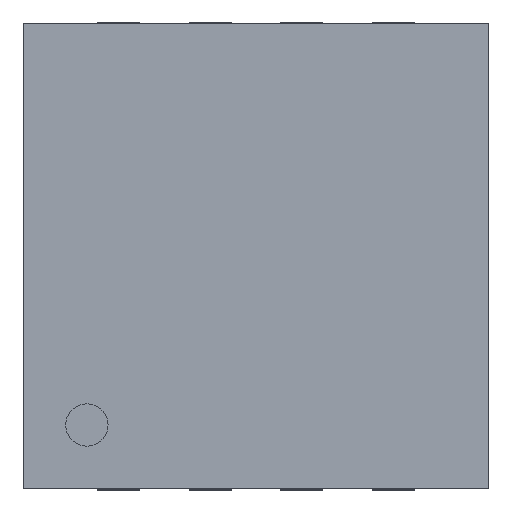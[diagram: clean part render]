
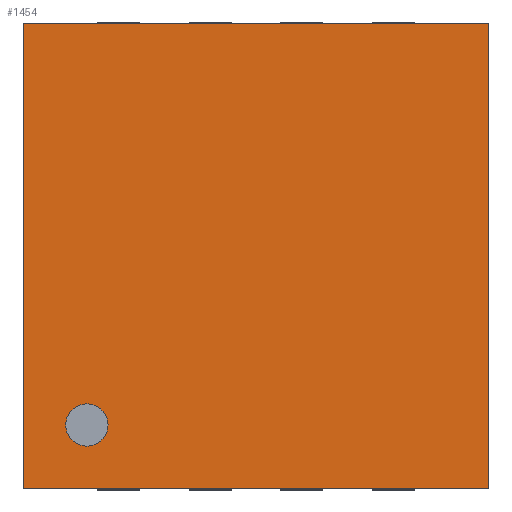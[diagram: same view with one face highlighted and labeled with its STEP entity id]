
A CAD part, top view. The second image highlights one B-rep face of the part: STEP entity #1454.
In plain terms, the highlighted planar face has unit normal (0, 0, 1).
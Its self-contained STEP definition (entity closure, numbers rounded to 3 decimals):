
#14=FACE_BOUND('',#214,.T.);
#69=PLANE('',#1574);
#141=FACE_OUTER_BOUND('',#213,.T.);
#213=EDGE_LOOP('',(#1349,#1350,#1351,#1352));
#214=EDGE_LOOP('',(#1353));
#298=LINE('',#2181,#471);
#384=LINE('',#2372,#557);
#385=LINE('',#2375,#558);
#387=LINE('',#2378,#560);
#471=VECTOR('',#1760,10.);
#557=VECTOR('',#1952,10.);
#558=VECTOR('',#1955,10.);
#560=VECTOR('',#1959,10.);
#561=CIRCLE('',#1470,0.15);
#595=VERTEX_POINT('',#1964);
#678=VERTEX_POINT('',#2178);
#679=VERTEX_POINT('',#2180);
#731=VERTEX_POINT('',#2370);
#732=VERTEX_POINT('',#2374);
#733=EDGE_CURVE('',#595,#595,#561,.T.);
#838=EDGE_CURVE('',#679,#678,#298,.T.);
#936=EDGE_CURVE('',#678,#731,#384,.T.);
#937=EDGE_CURVE('',#732,#679,#385,.T.);
#939=EDGE_CURVE('',#731,#732,#387,.T.);
#1349=ORIENTED_EDGE('',*,*,#939,.T.);
#1350=ORIENTED_EDGE('',*,*,#937,.T.);
#1351=ORIENTED_EDGE('',*,*,#838,.T.);
#1352=ORIENTED_EDGE('',*,*,#936,.T.);
#1353=ORIENTED_EDGE('',*,*,#733,.T.);
#1454=ADVANCED_FACE('',(#141,#14),#69,.T.);
#1470=AXIS2_PLACEMENT_3D('',#1965,#1579,#1580);
#1574=AXIS2_PLACEMENT_3D('',#2379,#1960,#1961);
#1579=DIRECTION('center_axis',(0.,0.,-1.));
#1580=DIRECTION('ref_axis',(1.,0.,0.));
#1760=DIRECTION('',(1.,0.,0.));
#1952=DIRECTION('',(0.,1.,0.));
#1955=DIRECTION('',(0.,-1.,0.));
#1959=DIRECTION('',(-1.,0.,0.));
#1960=DIRECTION('center_axis',(0.,0.,1.));
#1961=DIRECTION('ref_axis',(1.,0.,0.));
#1964=CARTESIAN_POINT('',(-1.35,-1.2,0.8));
#1965=CARTESIAN_POINT('Origin',(-1.2,-1.2,0.8));
#2178=CARTESIAN_POINT('',(1.65,-1.65,0.8));
#2180=CARTESIAN_POINT('',(-1.65,-1.65,0.8));
#2181=CARTESIAN_POINT('',(1.65,-1.65,0.8));
#2370=CARTESIAN_POINT('',(1.65,1.65,0.8));
#2372=CARTESIAN_POINT('',(1.65,1.65,0.8));
#2374=CARTESIAN_POINT('',(-1.65,1.65,0.8));
#2375=CARTESIAN_POINT('',(-1.65,-1.65,0.8));
#2378=CARTESIAN_POINT('',(-1.65,1.65,0.8));
#2379=CARTESIAN_POINT('Origin',(0.,0.,0.8));
